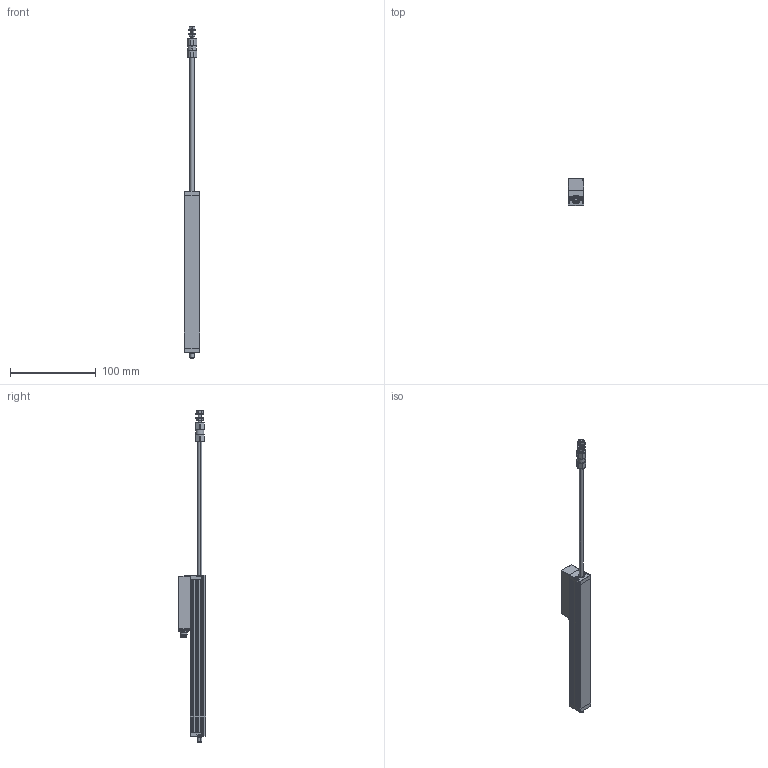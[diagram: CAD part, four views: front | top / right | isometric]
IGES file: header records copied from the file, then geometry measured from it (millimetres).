
Start section: SolidWorks IGES file using analytic representation for surfaces
Global section: file name: LS1-0150-001-plug-extend.IGS; native system: SolidWorks 2020; preprocessor: SolidWorks 2020; author: Schlichter; date: 210311.094631; units: millimetre
Bounding box: 18 x 32.18 x 388 mm (x, y, z)
Surface area: 27553.7 mm2 (no closed solid volume)
Topology: 0 solids, 0 shells, 485 faces, 5039 edges, 5031 vertices
Faces by surface type: revolution 268, bspline 217
